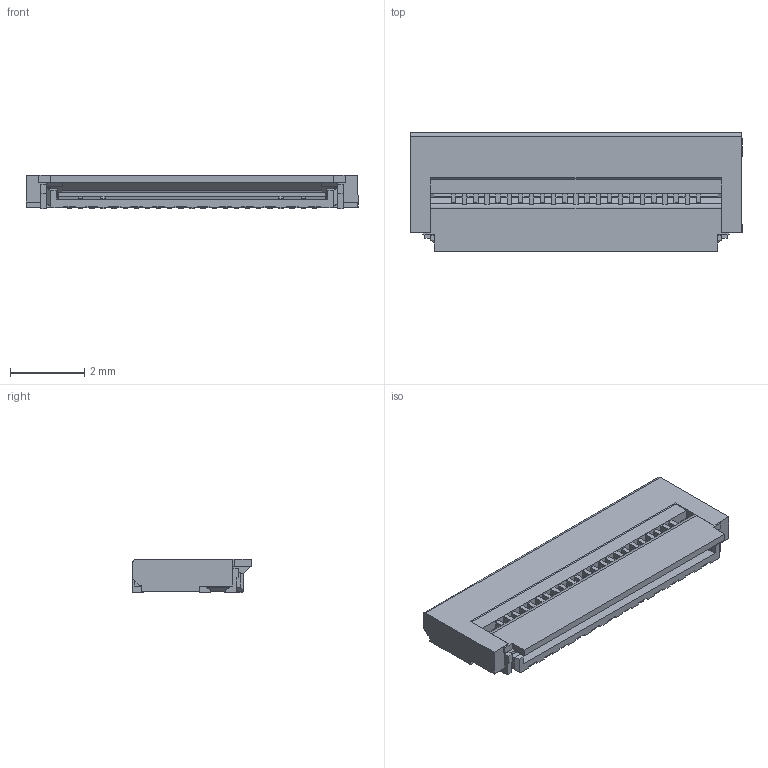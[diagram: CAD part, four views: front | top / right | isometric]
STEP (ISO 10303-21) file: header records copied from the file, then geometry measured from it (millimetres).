
FILE_DESCRIPTION((''),'2;1');
FILE_NAME('PANASONIC_AYF312315.stp','2012-05-02T15:19:19',(''),(''),'Mechanical Desktop 2011','Mechanical Desktop 2011',', , ');
FILE_SCHEMA(('AUTOMOTIVE_DESIGN { 1 2 10303 214 1 1 1 1 }'));
Length unit declared in the file: millimetre
Products named in the file (1): Product
Bounding box: 8.95 x 3.2 x 0.9 mm (x, y, z)
Volume: 18.7 mm3; surface area: 151.2 mm2
Topology: 53 solids, 53 shells, 619 faces, 1507 edges, 994 vertices
Faces by surface type: plane 522, bspline 68, cylinder 29
Entity records: 17799 total; most frequent: CARTESIAN_POINT 3325, ORIENTED_EDGE 3014, DIRECTION 2691, EDGE_CURVE 1507, VECTOR 1427, LINE 1427, VERTEX_POINT 994, AXIS2_PLACEMENT_3D 632
